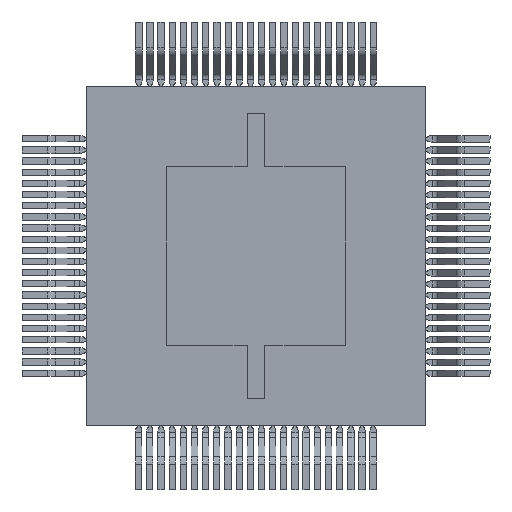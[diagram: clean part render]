
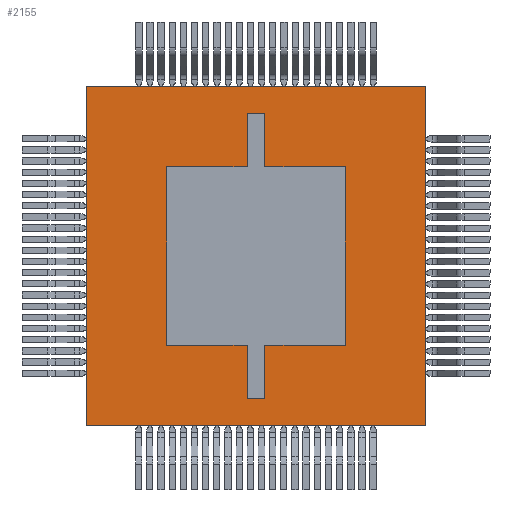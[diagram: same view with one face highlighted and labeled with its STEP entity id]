
A CAD part, left-side view. The second image highlights one B-rep face of the part: STEP entity #2155.
In plain terms, the highlighted planar face has unit normal (-1, 0, 0).
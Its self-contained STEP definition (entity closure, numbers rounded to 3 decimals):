
#2155 = ADVANCED_FACE( '', ( #5284, #5285 ), #5286, .T. );
#5284 = FACE_BOUND( '', #9056, .T. );
#5285 = FACE_OUTER_BOUND( '', #9057, .T. );
#5286 = PLANE( '', #9058 );
#9056 = EDGE_LOOP( '', ( #14155, #14156, #14157, #14158, #14159, #14160, #14161, #14162, #14163, #14164, #14165, #14166 ) );
#9057 = EDGE_LOOP( '', ( #14167, #14168, #14169, #14170 ) );
#9058 = AXIS2_PLACEMENT_3D( '', #14171, #14172, #14173 );
#14155 = ORIENTED_EDGE( '', *, *, #23239, .F. );
#14156 = ORIENTED_EDGE( '', *, *, #23038, .F. );
#14157 = ORIENTED_EDGE( '', *, *, #23240, .F. );
#14158 = ORIENTED_EDGE( '', *, *, #23241, .F. );
#14159 = ORIENTED_EDGE( '', *, *, #23242, .F. );
#14160 = ORIENTED_EDGE( '', *, *, #23243, .F. );
#14161 = ORIENTED_EDGE( '', *, *, #23244, .F. );
#14162 = ORIENTED_EDGE( '', *, *, #23245, .F. );
#14163 = ORIENTED_EDGE( '', *, *, #23246, .F. );
#14164 = ORIENTED_EDGE( '', *, *, #23247, .F. );
#14165 = ORIENTED_EDGE( '', *, *, #23248, .F. );
#14166 = ORIENTED_EDGE( '', *, *, #23249, .F. );
#14167 = ORIENTED_EDGE( '', *, *, #23250, .T. );
#14168 = ORIENTED_EDGE( '', *, *, #23251, .T. );
#14169 = ORIENTED_EDGE( '', *, *, #23252, .T. );
#14170 = ORIENTED_EDGE( '', *, *, #23253, .T. );
#14171 = CARTESIAN_POINT( '', ( -2., 0., 19. ) );
#14172 = DIRECTION( '', ( -1., 0., 0. ) );
#14173 = DIRECTION( '', ( 0., 0., -1. ) );
#23038 = EDGE_CURVE( '', #27064, #27065, #27066, .T. );
#23239 = EDGE_CURVE( '', #27065, #27416, #27417, .T. );
#23240 = EDGE_CURVE( '', #27418, #27064, #27419, .T. );
#23241 = EDGE_CURVE( '', #27420, #27418, #27421, .T. );
#23242 = EDGE_CURVE( '', #27422, #27420, #27423, .T. );
#23243 = EDGE_CURVE( '', #27424, #27422, #27425, .T. );
#23244 = EDGE_CURVE( '', #27426, #27424, #27427, .T. );
#23245 = EDGE_CURVE( '', #27428, #27426, #27429, .T. );
#23246 = EDGE_CURVE( '', #27430, #27428, #27431, .T. );
#23247 = EDGE_CURVE( '', #27432, #27430, #27433, .T. );
#23248 = EDGE_CURVE( '', #27434, #27432, #27435, .T. );
#23249 = EDGE_CURVE( '', #27416, #27434, #27436, .T. );
#23250 = EDGE_CURVE( '', #27437, #27438, #27439, .T. );
#23251 = EDGE_CURVE( '', #27438, #27440, #27441, .T. );
#23252 = EDGE_CURVE( '', #27440, #27442, #27443, .T. );
#23253 = EDGE_CURVE( '', #27442, #27437, #27444, .T. );
#27064 = VERTEX_POINT( '', #33049 );
#27065 = VERTEX_POINT( '', #33050 );
#27066 = LINE( '', #33051, #33052 );
#27416 = VERTEX_POINT( '', #33570 );
#27417 = LINE( '', #33571, #33572 );
#27418 = VERTEX_POINT( '', #33573 );
#27419 = LINE( '', #33574, #33575 );
#27420 = VERTEX_POINT( '', #33576 );
#27421 = LINE( '', #33577, #33578 );
#27422 = VERTEX_POINT( '', #33579 );
#27423 = LINE( '', #33580, #33581 );
#27424 = VERTEX_POINT( '', #33582 );
#27425 = LINE( '', #33583, #33584 );
#27426 = VERTEX_POINT( '', #33585 );
#27427 = LINE( '', #33586, #33587 );
#27428 = VERTEX_POINT( '', #33588 );
#27429 = LINE( '', #33589, #33590 );
#27430 = VERTEX_POINT( '', #33591 );
#27431 = LINE( '', #33592, #33593 );
#27432 = VERTEX_POINT( '', #33594 );
#27433 = LINE( '', #33595, #33596 );
#27434 = VERTEX_POINT( '', #33597 );
#27435 = LINE( '', #33598, #33599 );
#27436 = LINE( '', #33600, #33601 );
#27437 = VERTEX_POINT( '', #33602 );
#27438 = VERTEX_POINT( '', #33603 );
#27439 = LINE( '', #33604, #33605 );
#27440 = VERTEX_POINT( '', #33606 );
#27441 = LINE( '', #33607, #33608 );
#27442 = VERTEX_POINT( '', #33609 );
#27443 = LINE( '', #33610, #33611 );
#27444 = LINE( '', #33612, #33613 );
#33049 = CARTESIAN_POINT( '', ( -2., -10., 4.5 ) );
#33050 = CARTESIAN_POINT( '', ( -2., -14.5, 4.5 ) );
#33051 = CARTESIAN_POINT( '', ( -2., 0., 4.5 ) );
#33052 = VECTOR( '', #40845, 1000. );
#33570 = CARTESIAN_POINT( '', ( -2., -14.5, 14.5 ) );
#33571 = CARTESIAN_POINT( '', ( -2., -14.5, 19. ) );
#33572 = VECTOR( '', #41047, 1000. );
#33573 = CARTESIAN_POINT( '', ( -2., -10., 1.5 ) );
#33574 = CARTESIAN_POINT( '', ( -2., -10., 19. ) );
#33575 = VECTOR( '', #41048, 1000. );
#33576 = CARTESIAN_POINT( '', ( -2., -9., 1.5 ) );
#33577 = CARTESIAN_POINT( '', ( -2., 0., 1.5 ) );
#33578 = VECTOR( '', #41049, 1000. );
#33579 = CARTESIAN_POINT( '', ( -2., -9., 4.5 ) );
#33580 = CARTESIAN_POINT( '', ( -2., -9., 19. ) );
#33581 = VECTOR( '', #41050, 1000. );
#33582 = CARTESIAN_POINT( '', ( -2., -4.5, 4.5 ) );
#33583 = CARTESIAN_POINT( '', ( -2., 0., 4.5 ) );
#33584 = VECTOR( '', #41051, 1000. );
#33585 = CARTESIAN_POINT( '', ( -2., -4.5, 14.5 ) );
#33586 = CARTESIAN_POINT( '', ( -2., -4.5, 19. ) );
#33587 = VECTOR( '', #41052, 1000. );
#33588 = CARTESIAN_POINT( '', ( -2., -9., 14.5 ) );
#33589 = CARTESIAN_POINT( '', ( -2., 0., 14.5 ) );
#33590 = VECTOR( '', #41053, 1000. );
#33591 = CARTESIAN_POINT( '', ( -2., -9., 17.5 ) );
#33592 = CARTESIAN_POINT( '', ( -2., -9., 19. ) );
#33593 = VECTOR( '', #41054, 1000. );
#33594 = CARTESIAN_POINT( '', ( -2., -10., 17.5 ) );
#33595 = CARTESIAN_POINT( '', ( -2., 0., 17.5 ) );
#33596 = VECTOR( '', #41055, 1000. );
#33597 = CARTESIAN_POINT( '', ( -2., -10., 14.5 ) );
#33598 = CARTESIAN_POINT( '', ( -2., -10., 19. ) );
#33599 = VECTOR( '', #41056, 1000. );
#33600 = CARTESIAN_POINT( '', ( -2., 0., 14.5 ) );
#33601 = VECTOR( '', #41057, 1000. );
#33602 = CARTESIAN_POINT( '', ( -2., 0., 19. ) );
#33603 = CARTESIAN_POINT( '', ( -2., 0., 0. ) );
#33604 = CARTESIAN_POINT( '', ( -2., 0., 19. ) );
#33605 = VECTOR( '', #41058, 1000. );
#33606 = CARTESIAN_POINT( '', ( -2., -19., 0. ) );
#33607 = CARTESIAN_POINT( '', ( -2., 0., 0. ) );
#33608 = VECTOR( '', #41059, 1000. );
#33609 = CARTESIAN_POINT( '', ( -2., -19., 19. ) );
#33610 = CARTESIAN_POINT( '', ( -2., -19., 19. ) );
#33611 = VECTOR( '', #41060, 1000. );
#33612 = CARTESIAN_POINT( '', ( -2., 0., 19. ) );
#33613 = VECTOR( '', #41061, 1000. );
#40845 = DIRECTION( '', ( 0., -1., 0. ) );
#41047 = DIRECTION( '', ( 0., 0., 1. ) );
#41048 = DIRECTION( '', ( 0., 0., 1. ) );
#41049 = DIRECTION( '', ( 0., -1., 0. ) );
#41050 = DIRECTION( '', ( 0., 0., -1. ) );
#41051 = DIRECTION( '', ( 0., -1., 0. ) );
#41052 = DIRECTION( '', ( 0., 0., -1. ) );
#41053 = DIRECTION( '', ( 0., 1., 0. ) );
#41054 = DIRECTION( '', ( 0., 0., -1. ) );
#41055 = DIRECTION( '', ( 0., 1., 0. ) );
#41056 = DIRECTION( '', ( 0., 0., 1. ) );
#41057 = DIRECTION( '', ( 0., 1., 0. ) );
#41058 = DIRECTION( '', ( 0., 0., -1. ) );
#41059 = DIRECTION( '', ( 0., -1., 0. ) );
#41060 = DIRECTION( '', ( 0., 0., 1. ) );
#41061 = DIRECTION( '', ( 0., 1., 0. ) );
